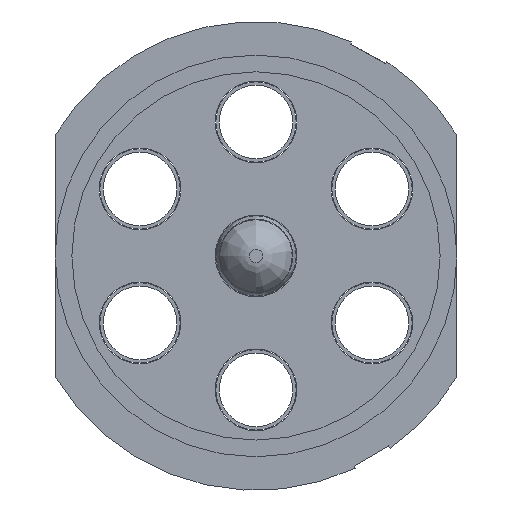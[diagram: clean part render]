
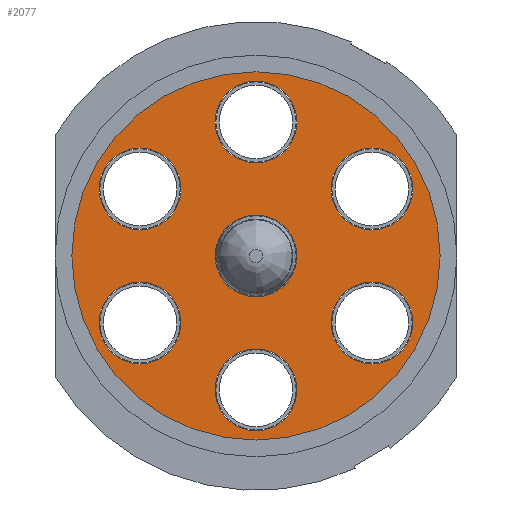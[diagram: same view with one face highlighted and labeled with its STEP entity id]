
A CAD part, front view. The second image highlights one B-rep face of the part: STEP entity #2077.
In plain terms, the highlighted planar face has unit normal (0, -1, 0).
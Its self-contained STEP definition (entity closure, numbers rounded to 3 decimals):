
#63=FACE_BOUND('',#384,.T.);
#64=FACE_BOUND('',#385,.T.);
#65=FACE_BOUND('',#386,.T.);
#66=FACE_BOUND('',#387,.T.);
#67=FACE_BOUND('',#388,.T.);
#68=FACE_BOUND('',#389,.T.);
#69=FACE_BOUND('',#390,.T.);
#166=PLANE('',#2264);
#238=FACE_OUTER_BOUND('',#383,.T.);
#383=EDGE_LOOP('',(#1513));
#384=EDGE_LOOP('',(#1514));
#385=EDGE_LOOP('',(#1515));
#386=EDGE_LOOP('',(#1516));
#387=EDGE_LOOP('',(#1517));
#388=EDGE_LOOP('',(#1518));
#389=EDGE_LOOP('',(#1519));
#390=EDGE_LOOP('',(#1520));
#848=CIRCLE('',#2261,27.5);
#850=CIRCLE('',#2265,6.1);
#851=CIRCLE('',#2266,6.1);
#852=CIRCLE('',#2267,6.1);
#853=CIRCLE('',#2268,6.1);
#854=CIRCLE('',#2269,6.1);
#855=CIRCLE('',#2270,6.1);
#856=CIRCLE('',#2271,6.1);
#993=VERTEX_POINT('',#3259);
#995=VERTEX_POINT('',#3266);
#996=VERTEX_POINT('',#3268);
#997=VERTEX_POINT('',#3270);
#998=VERTEX_POINT('',#3272);
#999=VERTEX_POINT('',#3274);
#1000=VERTEX_POINT('',#3276);
#1001=VERTEX_POINT('',#3278);
#1191=EDGE_CURVE('',#993,#993,#848,.T.);
#1193=EDGE_CURVE('',#995,#995,#850,.T.);
#1194=EDGE_CURVE('',#996,#996,#851,.T.);
#1195=EDGE_CURVE('',#997,#997,#852,.T.);
#1196=EDGE_CURVE('',#998,#998,#853,.T.);
#1197=EDGE_CURVE('',#999,#999,#854,.T.);
#1198=EDGE_CURVE('',#1000,#1000,#855,.T.);
#1199=EDGE_CURVE('',#1001,#1001,#856,.T.);
#1513=ORIENTED_EDGE('',*,*,#1191,.T.);
#1514=ORIENTED_EDGE('',*,*,#1193,.T.);
#1515=ORIENTED_EDGE('',*,*,#1194,.T.);
#1516=ORIENTED_EDGE('',*,*,#1195,.T.);
#1517=ORIENTED_EDGE('',*,*,#1196,.T.);
#1518=ORIENTED_EDGE('',*,*,#1197,.T.);
#1519=ORIENTED_EDGE('',*,*,#1198,.T.);
#1520=ORIENTED_EDGE('',*,*,#1199,.T.);
#2077=ADVANCED_FACE('',(#238,#63,#64,#65,#66,#67,#68,#69),#166,.F.);
#2261=AXIS2_PLACEMENT_3D('',#3261,#2612,#2613);
#2264=AXIS2_PLACEMENT_3D('',#3265,#2618,#2619);
#2265=AXIS2_PLACEMENT_3D('',#3267,#2620,#2621);
#2266=AXIS2_PLACEMENT_3D('',#3269,#2622,#2623);
#2267=AXIS2_PLACEMENT_3D('',#3271,#2624,#2625);
#2268=AXIS2_PLACEMENT_3D('',#3273,#2626,#2627);
#2269=AXIS2_PLACEMENT_3D('',#3275,#2628,#2629);
#2270=AXIS2_PLACEMENT_3D('',#3277,#2630,#2631);
#2271=AXIS2_PLACEMENT_3D('',#3279,#2632,#2633);
#2612=DIRECTION('center_axis',(0.,-1.,0.));
#2613=DIRECTION('ref_axis',(1.,0.,0.));
#2618=DIRECTION('center_axis',(0.,1.,0.));
#2619=DIRECTION('ref_axis',(1.,0.,0.));
#2620=DIRECTION('center_axis',(0.,1.,0.));
#2621=DIRECTION('ref_axis',(1.,0.,0.));
#2622=DIRECTION('center_axis',(0.,1.,0.));
#2623=DIRECTION('ref_axis',(1.,0.,0.));
#2624=DIRECTION('center_axis',(0.,1.,0.));
#2625=DIRECTION('ref_axis',(1.,0.,0.));
#2626=DIRECTION('center_axis',(0.,1.,0.));
#2627=DIRECTION('ref_axis',(1.,0.,0.));
#2628=DIRECTION('center_axis',(0.,1.,0.));
#2629=DIRECTION('ref_axis',(1.,0.,0.));
#2630=DIRECTION('center_axis',(0.,1.,0.));
#2631=DIRECTION('ref_axis',(1.,0.,0.));
#2632=DIRECTION('center_axis',(0.,1.,0.));
#2633=DIRECTION('ref_axis',(1.,0.,0.));
#3259=CARTESIAN_POINT('',(-27.5,8.,0.));
#3261=CARTESIAN_POINT('Origin',(0.,8.,0.));
#3265=CARTESIAN_POINT('Origin',(0.,8.,0.));
#3266=CARTESIAN_POINT('',(11.221,8.,10.));
#3267=CARTESIAN_POINT('Origin',(17.321,8.,10.));
#3268=CARTESIAN_POINT('',(-23.421,8.,10.));
#3269=CARTESIAN_POINT('Origin',(-17.321,8.,10.));
#3270=CARTESIAN_POINT('',(-6.1,8.,20.));
#3271=CARTESIAN_POINT('Origin',(0.,8.,20.));
#3272=CARTESIAN_POINT('',(-6.1,8.,0.));
#3273=CARTESIAN_POINT('Origin',(0.,8.,0.));
#3274=CARTESIAN_POINT('',(11.221,8.,-10.));
#3275=CARTESIAN_POINT('Origin',(17.321,8.,-10.));
#3276=CARTESIAN_POINT('',(-23.421,8.,-10.));
#3277=CARTESIAN_POINT('Origin',(-17.321,8.,-10.));
#3278=CARTESIAN_POINT('',(-6.1,8.,-20.));
#3279=CARTESIAN_POINT('Origin',(0.,8.,-20.));
